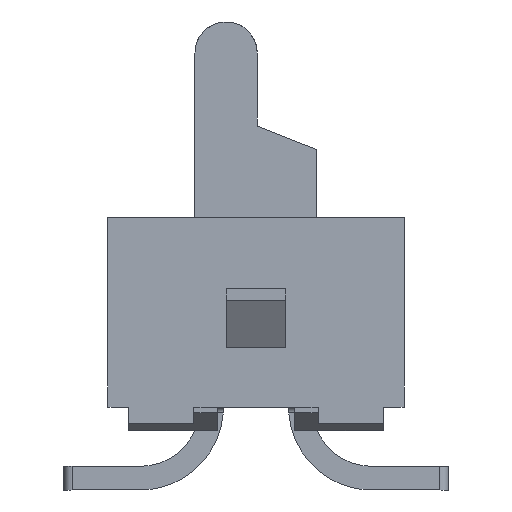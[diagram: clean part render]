
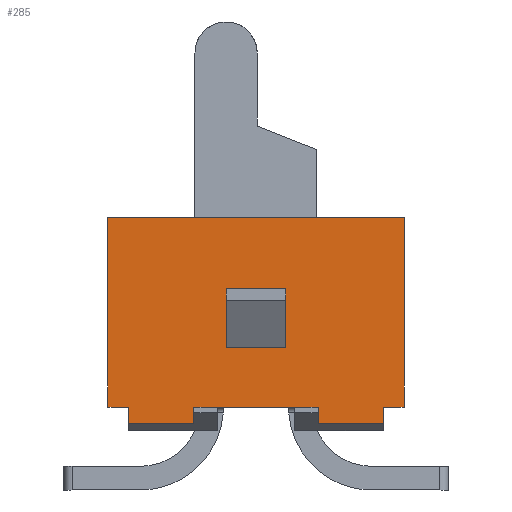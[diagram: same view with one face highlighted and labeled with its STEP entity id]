
A CAD part, left-side view. The second image highlights one B-rep face of the part: STEP entity #285.
In plain terms, the highlighted planar face has unit normal (-1, 0, 0).
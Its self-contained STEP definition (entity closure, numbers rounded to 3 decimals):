
#132=CARTESIAN_POINT('',(-9.95,0.,-1.6));
#133=DIRECTION('',(0.,1.,0.));
#134=DIRECTION('',(-1.,0.,0.));
#135=AXIS2_PLACEMENT_3D('',#132,#134,#133);
#136=PLANE('',#135);
#137=CARTESIAN_POINT('',(-9.95,-2.15,-3.2));
#138=VERTEX_POINT('',#137);
#139=CARTESIAN_POINT('',(-9.95,-2.5,-3.2));
#140=VERTEX_POINT('',#139);
#141=CARTESIAN_POINT('',(-9.95,-2.15,-3.2));
#142=DIRECTION('',(0.,-1.,0.));
#143=VECTOR('',#142,0.35);
#144=LINE('',#141,#143);
#145=EDGE_CURVE('',#138,#140,#144,.T.);
#146=ORIENTED_EDGE('',*,*,#145,.T.);
#147=CARTESIAN_POINT('',(-9.95,-2.5,0.));
#148=VERTEX_POINT('',#147);
#149=CARTESIAN_POINT('',(-9.95,-2.5,-3.2));
#150=DIRECTION('',(0.,0.,1.));
#151=VECTOR('',#150,3.2);
#152=LINE('',#149,#151);
#153=EDGE_CURVE('',#140,#148,#152,.T.);
#154=ORIENTED_EDGE('',*,*,#153,.T.);
#155=CARTESIAN_POINT('',(-9.95,2.5,0.));
#156=VERTEX_POINT('',#155);
#157=CARTESIAN_POINT('',(-9.95,-2.5,0.));
#158=DIRECTION('',(0.,1.,0.));
#159=VECTOR('',#158,5.);
#160=LINE('',#157,#159);
#161=EDGE_CURVE('',#148,#156,#160,.T.);
#162=ORIENTED_EDGE('',*,*,#161,.T.);
#163=CARTESIAN_POINT('',(-9.95,2.5,-3.2));
#164=VERTEX_POINT('',#163);
#165=CARTESIAN_POINT('',(-9.95,2.5,0.));
#166=DIRECTION('',(0.,0.,-1.));
#167=VECTOR('',#166,3.2);
#168=LINE('',#165,#167);
#169=EDGE_CURVE('',#156,#164,#168,.T.);
#170=ORIENTED_EDGE('',*,*,#169,.T.);
#171=CARTESIAN_POINT('',(-9.95,2.15,-3.2));
#172=VERTEX_POINT('',#171);
#173=CARTESIAN_POINT('',(-9.95,2.5,-3.2));
#174=DIRECTION('',(0.,-1.,0.));
#175=VECTOR('',#174,0.35);
#176=LINE('',#173,#175);
#177=EDGE_CURVE('',#164,#172,#176,.T.);
#178=ORIENTED_EDGE('',*,*,#177,.T.);
#179=CARTESIAN_POINT('',(-9.95,2.15,-3.471));
#180=VERTEX_POINT('',#179);
#181=CARTESIAN_POINT('',(-9.95,2.15,-3.2));
#182=DIRECTION('',(0.,0.,-1.));
#183=VECTOR('',#182,0.271);
#184=LINE('',#181,#183);
#185=EDGE_CURVE('',#172,#180,#184,.T.);
#186=ORIENTED_EDGE('',*,*,#185,.T.);
#187=CARTESIAN_POINT('',(-9.95,1.05,-3.471));
#188=VERTEX_POINT('',#187);
#189=CARTESIAN_POINT('',(-9.95,2.15,-3.471));
#190=DIRECTION('',(0.,-1.,0.));
#191=VECTOR('',#190,1.1);
#192=LINE('',#189,#191);
#193=EDGE_CURVE('',#180,#188,#192,.T.);
#194=ORIENTED_EDGE('',*,*,#193,.T.);
#195=CARTESIAN_POINT('',(-9.95,1.05,-3.2));
#196=VERTEX_POINT('',#195);
#197=CARTESIAN_POINT('',(-9.95,1.05,-3.471));
#198=DIRECTION('',(0.,0.,1.));
#199=VECTOR('',#198,0.271);
#200=LINE('',#197,#199);
#201=EDGE_CURVE('',#188,#196,#200,.T.);
#202=ORIENTED_EDGE('',*,*,#201,.T.);
#203=CARTESIAN_POINT('',(-9.95,0.65,-3.2));
#204=VERTEX_POINT('',#203);
#205=CARTESIAN_POINT('',(-9.95,1.05,-3.2));
#206=DIRECTION('',(0.,-1.,0.));
#207=VECTOR('',#206,0.4);
#208=LINE('',#205,#207);
#209=EDGE_CURVE('',#196,#204,#208,.T.);
#210=ORIENTED_EDGE('',*,*,#209,.T.);
#211=CARTESIAN_POINT('',(-9.95,-0.65,-3.2));
#212=VERTEX_POINT('',#211);
#213=CARTESIAN_POINT('',(-9.95,0.65,-3.2));
#214=DIRECTION('',(0.,-1.,0.));
#215=VECTOR('',#214,1.3);
#216=LINE('',#213,#215);
#217=EDGE_CURVE('',#204,#212,#216,.T.);
#218=ORIENTED_EDGE('',*,*,#217,.T.);
#219=CARTESIAN_POINT('',(-9.95,-1.05,-3.2));
#220=VERTEX_POINT('',#219);
#221=CARTESIAN_POINT('',(-9.95,-0.65,-3.2));
#222=DIRECTION('',(0.,-1.,0.));
#223=VECTOR('',#222,0.4);
#224=LINE('',#221,#223);
#225=EDGE_CURVE('',#212,#220,#224,.T.);
#226=ORIENTED_EDGE('',*,*,#225,.T.);
#227=CARTESIAN_POINT('',(-9.95,-1.05,-3.471));
#228=VERTEX_POINT('',#227);
#229=CARTESIAN_POINT('',(-9.95,-1.05,-3.2));
#230=DIRECTION('',(0.,0.,-1.));
#231=VECTOR('',#230,0.271);
#232=LINE('',#229,#231);
#233=EDGE_CURVE('',#220,#228,#232,.T.);
#234=ORIENTED_EDGE('',*,*,#233,.T.);
#235=CARTESIAN_POINT('',(-9.95,-2.15,-3.471));
#236=VERTEX_POINT('',#235);
#237=CARTESIAN_POINT('',(-9.95,-1.05,-3.471));
#238=DIRECTION('',(0.,-1.,0.));
#239=VECTOR('',#238,1.1);
#240=LINE('',#237,#239);
#241=EDGE_CURVE('',#228,#236,#240,.T.);
#242=ORIENTED_EDGE('',*,*,#241,.T.);
#243=CARTESIAN_POINT('',(-9.95,-2.15,-3.471));
#244=DIRECTION('',(0.,0.,1.));
#245=VECTOR('',#244,0.271);
#246=LINE('',#243,#245);
#247=EDGE_CURVE('',#236,#138,#246,.T.);
#248=ORIENTED_EDGE('',*,*,#247,.T.);
#249=EDGE_LOOP('',(#146,#154,#162,#170,#178,#186,#194,#202,#210,#218,#226,#234,#242,#248));
#250=FACE_OUTER_BOUND('',#249,.T.);
#251=CARTESIAN_POINT('',(-9.95,-0.5,-2.2));
#252=VERTEX_POINT('',#251);
#253=CARTESIAN_POINT('',(-9.95,0.5,-2.2));
#254=VERTEX_POINT('',#253);
#255=CARTESIAN_POINT('',(-9.95,-0.5,-2.2));
#256=DIRECTION('',(0.,1.,0.));
#257=VECTOR('',#256,1.);
#258=LINE('',#255,#257);
#259=EDGE_CURVE('',#252,#254,#258,.T.);
#260=ORIENTED_EDGE('',*,*,#259,.T.);
#261=CARTESIAN_POINT('',(-9.95,0.5,-1.2));
#262=VERTEX_POINT('',#261);
#263=CARTESIAN_POINT('',(-9.95,0.5,-2.2));
#264=DIRECTION('',(0.,0.,1.));
#265=VECTOR('',#264,1.);
#266=LINE('',#263,#265);
#267=EDGE_CURVE('',#254,#262,#266,.T.);
#268=ORIENTED_EDGE('',*,*,#267,.T.);
#269=CARTESIAN_POINT('',(-9.95,-0.5,-1.2));
#270=VERTEX_POINT('',#269);
#271=CARTESIAN_POINT('',(-9.95,0.5,-1.2));
#272=DIRECTION('',(0.,-1.,0.));
#273=VECTOR('',#272,1.);
#274=LINE('',#271,#273);
#275=EDGE_CURVE('',#262,#270,#274,.T.);
#276=ORIENTED_EDGE('',*,*,#275,.T.);
#277=CARTESIAN_POINT('',(-9.95,-0.5,-1.2));
#278=DIRECTION('',(0.,0.,-1.));
#279=VECTOR('',#278,1.);
#280=LINE('',#277,#279);
#281=EDGE_CURVE('',#270,#252,#280,.T.);
#282=ORIENTED_EDGE('',*,*,#281,.T.);
#283=EDGE_LOOP('',(#260,#268,#276,#282));
#284=FACE_BOUND('',#283,.T.);
#285=ADVANCED_FACE('',(#250,#284),#136,.T.);
